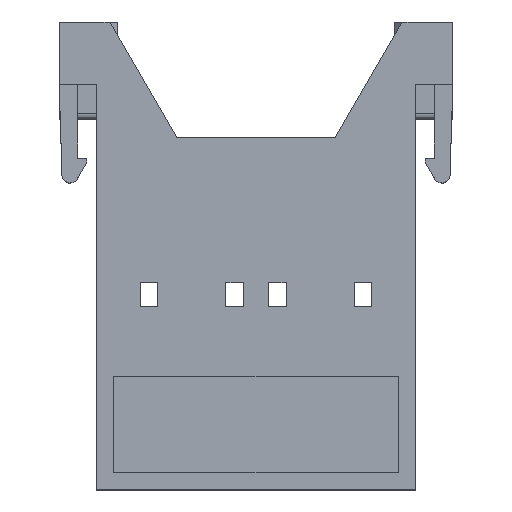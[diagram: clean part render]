
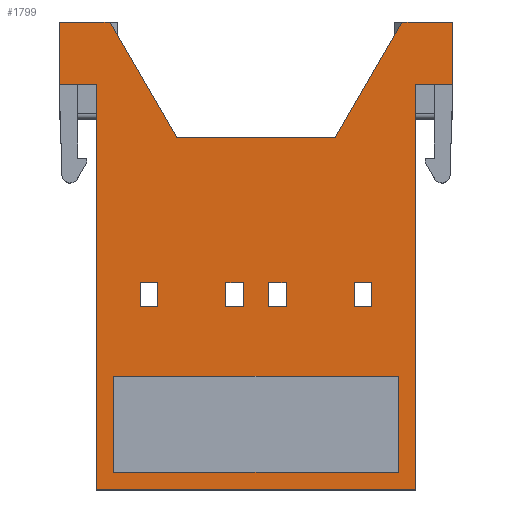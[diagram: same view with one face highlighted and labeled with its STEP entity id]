
A CAD part, top view. The second image highlights one B-rep face of the part: STEP entity #1799.
In plain terms, the highlighted planar face has unit normal (0, 0, 1).
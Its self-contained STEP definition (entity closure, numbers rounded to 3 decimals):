
#1604=PLANE('',#5177);
#1799=ADVANCED_FACE('',(#2754,#2755,#2756,#2757,#2758,#2759),#1604,.T.);
#1918=LINE('',#6351,#2310);
#1937=LINE('',#6390,#2329);
#1959=LINE('',#6437,#2351);
#1962=LINE('',#6443,#2354);
#1963=LINE('',#6445,#2355);
#1967=LINE('',#6453,#2359);
#2012=LINE('',#6558,#2404);
#2014=LINE('',#6561,#2406);
#2016=LINE('',#6565,#2408);
#2021=LINE('',#6576,#2413);
#2026=LINE('',#6590,#2418);
#2029=LINE('',#6596,#2421);
#2031=LINE('',#6601,#2423);
#2127=LINE('',#6844,#2519);
#2146=LINE('',#6885,#2538);
#2167=LINE('',#6926,#2559);
#2172=LINE('',#6934,#2564);
#2174=LINE('',#6939,#2566);
#2180=LINE('',#6955,#2572);
#2182=LINE('',#6959,#2574);
#2185=LINE('',#6965,#2577);
#2189=LINE('',#6977,#2581);
#2195=LINE('',#6993,#2587);
#2197=LINE('',#6997,#2589);
#2200=LINE('',#7003,#2592);
#2248=LINE('',#7133,#2640);
#2250=LINE('',#7139,#2642);
#2257=LINE('',#7152,#2649);
#2259=LINE('',#7157,#2651);
#2263=LINE('',#7166,#2655);
#2264=LINE('',#7168,#2656);
#2265=LINE('',#7169,#2657);
#2310=VECTOR('',#5362,1.);
#2329=VECTOR('',#5383,1.);
#2351=VECTOR('',#5417,1.);
#2354=VECTOR('',#5422,1.);
#2355=VECTOR('',#5425,1.);
#2359=VECTOR('',#5433,1.);
#2404=VECTOR('',#5524,1.);
#2406=VECTOR('',#5528,1.);
#2408=VECTOR('',#5532,1.);
#2413=VECTOR('',#5539,1.);
#2418=VECTOR('',#5554,1.);
#2421=VECTOR('',#5559,1.);
#2423=VECTOR('',#5565,1.);
#2519=VECTOR('',#5787,1.);
#2538=VECTOR('',#5822,1.);
#2559=VECTOR('',#5855,1.);
#2564=VECTOR('',#5862,1.);
#2566=VECTOR('',#5866,1.);
#2572=VECTOR('',#5882,1.);
#2574=VECTOR('',#5886,1.);
#2577=VECTOR('',#5891,1.);
#2581=VECTOR('',#5903,1.);
#2587=VECTOR('',#5919,1.);
#2589=VECTOR('',#5923,1.);
#2592=VECTOR('',#5928,1.);
#2640=VECTOR('',#6036,1.);
#2642=VECTOR('',#6042,1.);
#2649=VECTOR('',#6055,1.);
#2651=VECTOR('',#6061,1.);
#2655=VECTOR('',#6073,1.);
#2656=VECTOR('',#6076,1.);
#2657=VECTOR('',#6077,1.);
#2754=FACE_BOUND('',#2950,.T.);
#2755=FACE_BOUND('',#2951,.T.);
#2756=FACE_BOUND('',#2952,.T.);
#2757=FACE_BOUND('',#2953,.T.);
#2758=FACE_BOUND('',#2954,.T.);
#2759=FACE_BOUND('',#2955,.T.);
#2950=EDGE_LOOP('',(#3750,#3751,#3752,#3753));
#2951=EDGE_LOOP('',(#3754,#3755,#3756,#3757));
#2952=EDGE_LOOP('',(#3758,#3759,#3760,#3761));
#2953=EDGE_LOOP('',(#3762,#3763,#3764,#3765));
#2954=EDGE_LOOP('',(#3766,#3767,#3768,#3769));
#2955=EDGE_LOOP('',(#3770,#3771,#3772,#3773,#3774,#3775,#3776,#3777,#3778,
#3779,#3780,#3781));
#3750=ORIENTED_EDGE('',*,*,#4685,.T.);
#3751=ORIENTED_EDGE('',*,*,#4698,.T.);
#3752=ORIENTED_EDGE('',*,*,#4695,.T.);
#3753=ORIENTED_EDGE('',*,*,#4693,.T.);
#3754=ORIENTED_EDGE('',*,*,#4704,.T.);
#3755=ORIENTED_EDGE('',*,*,#4717,.T.);
#3756=ORIENTED_EDGE('',*,*,#4714,.T.);
#3757=ORIENTED_EDGE('',*,*,#4712,.T.);
#3758=ORIENTED_EDGE('',*,*,#4778,.T.);
#3759=ORIENTED_EDGE('',*,*,#4791,.T.);
#3760=ORIENTED_EDGE('',*,*,#4788,.T.);
#3761=ORIENTED_EDGE('',*,*,#4781,.T.);
#3762=ORIENTED_EDGE('',*,*,#4512,.T.);
#3763=ORIENTED_EDGE('',*,*,#4509,.T.);
#3764=ORIENTED_EDGE('',*,*,#4502,.T.);
#3765=ORIENTED_EDGE('',*,*,#4515,.T.);
#3766=ORIENTED_EDGE('',*,*,#4440,.T.);
#3767=ORIENTED_EDGE('',*,*,#4432,.T.);
#3768=ORIENTED_EDGE('',*,*,#4435,.T.);
#3769=ORIENTED_EDGE('',*,*,#4436,.T.);
#3770=ORIENTED_EDGE('',*,*,#4796,.F.);
#3771=ORIENTED_EDGE('',*,*,#4497,.T.);
#3772=ORIENTED_EDGE('',*,*,#4391,.T.);
#3773=ORIENTED_EDGE('',*,*,#4797,.T.);
#3774=ORIENTED_EDGE('',*,*,#4495,.T.);
#3775=ORIENTED_EDGE('',*,*,#4493,.T.);
#3776=ORIENTED_EDGE('',*,*,#4798,.F.);
#3777=ORIENTED_EDGE('',*,*,#4636,.F.);
#3778=ORIENTED_EDGE('',*,*,#4410,.F.);
#3779=ORIENTED_EDGE('',*,*,#4657,.F.);
#3780=ORIENTED_EDGE('',*,*,#4678,.F.);
#3781=ORIENTED_EDGE('',*,*,#4683,.F.);
#4063=VERTEX_POINT('',#6350);
#4064=VERTEX_POINT('',#6352);
#4082=VERTEX_POINT('',#6389);
#4083=VERTEX_POINT('',#6391);
#4098=VERTEX_POINT('',#6431);
#4101=VERTEX_POINT('',#6436);
#4103=VERTEX_POINT('',#6442);
#4104=VERTEX_POINT('',#6446);
#4141=VERTEX_POINT('',#6554);
#4142=VERTEX_POINT('',#6557);
#4143=VERTEX_POINT('',#6562);
#4144=VERTEX_POINT('',#6566);
#4148=VERTEX_POINT('',#6575);
#4149=VERTEX_POINT('',#6577);
#4153=VERTEX_POINT('',#6591);
#4155=VERTEX_POINT('',#6597);
#4240=VERTEX_POINT('',#6845);
#4253=VERTEX_POINT('',#6884);
#4267=VERTEX_POINT('',#6925);
#4269=VERTEX_POINT('',#6933);
#4271=VERTEX_POINT('',#6938);
#4272=VERTEX_POINT('',#6940);
#4277=VERTEX_POINT('',#6956);
#4278=VERTEX_POINT('',#6960);
#4283=VERTEX_POINT('',#6976);
#4284=VERTEX_POINT('',#6978);
#4289=VERTEX_POINT('',#6994);
#4290=VERTEX_POINT('',#6998);
#4321=VERTEX_POINT('',#7132);
#4322=VERTEX_POINT('',#7134);
#4324=VERTEX_POINT('',#7140);
#4327=VERTEX_POINT('',#7153);
#4391=EDGE_CURVE('',#4064,#4063,#1918,.T.);
#4410=EDGE_CURVE('',#4082,#4083,#1937,.T.);
#4432=EDGE_CURVE('',#4098,#4101,#1959,.T.);
#4435=EDGE_CURVE('',#4101,#4103,#1962,.T.);
#4436=EDGE_CURVE('',#4103,#4104,#1963,.T.);
#4440=EDGE_CURVE('',#4104,#4098,#1967,.T.);
#4493=EDGE_CURVE('',#4141,#4142,#2012,.T.);
#4495=EDGE_CURVE('',#4143,#4141,#2014,.T.);
#4497=EDGE_CURVE('',#4144,#4064,#2016,.T.);
#4502=EDGE_CURVE('',#4149,#4148,#2021,.T.);
#4509=EDGE_CURVE('',#4153,#4149,#2026,.T.);
#4512=EDGE_CURVE('',#4155,#4153,#2029,.T.);
#4515=EDGE_CURVE('',#4148,#4155,#2031,.T.);
#4636=EDGE_CURVE('',#4083,#4240,#2127,.T.);
#4657=EDGE_CURVE('',#4253,#4082,#2146,.T.);
#4678=EDGE_CURVE('',#4267,#4253,#2167,.T.);
#4683=EDGE_CURVE('',#4269,#4267,#2172,.T.);
#4685=EDGE_CURVE('',#4272,#4271,#2174,.T.);
#4693=EDGE_CURVE('',#4277,#4272,#2180,.T.);
#4695=EDGE_CURVE('',#4278,#4277,#2182,.T.);
#4698=EDGE_CURVE('',#4271,#4278,#2185,.T.);
#4704=EDGE_CURVE('',#4284,#4283,#2189,.T.);
#4712=EDGE_CURVE('',#4289,#4284,#2195,.T.);
#4714=EDGE_CURVE('',#4290,#4289,#2197,.T.);
#4717=EDGE_CURVE('',#4283,#4290,#2200,.T.);
#4778=EDGE_CURVE('',#4322,#4321,#2248,.T.);
#4781=EDGE_CURVE('',#4324,#4322,#2250,.T.);
#4788=EDGE_CURVE('',#4327,#4324,#2257,.T.);
#4791=EDGE_CURVE('',#4321,#4327,#2259,.T.);
#4796=EDGE_CURVE('',#4144,#4269,#2263,.T.);
#4797=EDGE_CURVE('',#4063,#4143,#2264,.T.);
#4798=EDGE_CURVE('',#4240,#4142,#2265,.T.);
#5177=AXIS2_PLACEMENT_3D('',#7170,#6078,#6079);
#5362=DIRECTION('',(-1.,0.,0.));
#5383=DIRECTION('',(-1.,0.,0.));
#5417=DIRECTION('',(0.,1.,0.));
#5422=DIRECTION('',(1.,0.,0.));
#5425=DIRECTION('',(0.,-1.,0.));
#5433=DIRECTION('',(-1.,0.,0.));
#5524=DIRECTION('',(0.,-1.,0.));
#5528=DIRECTION('',(1.,0.,0.));
#5532=DIRECTION('',(-0.5,0.866,0.));
#5539=DIRECTION('',(0.,-1.,0.));
#5554=DIRECTION('',(1.,0.,0.));
#5559=DIRECTION('',(0.,1.,0.));
#5565=DIRECTION('',(-1.,0.,0.));
#5787=DIRECTION('',(0.,-1.,0.));
#5822=DIRECTION('',(0.,-1.,0.));
#5855=DIRECTION('',(1.,0.,0.));
#5862=DIRECTION('',(0.5,0.866,0.));
#5866=DIRECTION('',(0.,-1.,0.));
#5882=DIRECTION('',(1.,0.,0.));
#5886=DIRECTION('',(0.,1.,0.));
#5891=DIRECTION('',(-1.,0.,0.));
#5903=DIRECTION('',(0.,-1.,0.));
#5919=DIRECTION('',(1.,0.,0.));
#5923=DIRECTION('',(0.,1.,0.));
#5928=DIRECTION('',(-1.,0.,0.));
#6036=DIRECTION('',(0.,1.,0.));
#6042=DIRECTION('',(-1.,0.,0.));
#6055=DIRECTION('',(0.,-1.,0.));
#6061=DIRECTION('',(1.,0.,0.));
#6073=DIRECTION('',(1.,0.,0.));
#6076=DIRECTION('',(0.,-1.,0.));
#6077=DIRECTION('',(-1.,0.,0.));
#6078=DIRECTION('',(0.,0.,1.));
#6079=DIRECTION('',(1.,0.,0.));
#6350=CARTESIAN_POINT('',(-30.438,17.109,5.7));
#6351=CARTESIAN_POINT('',(-26.038,17.109,5.7));
#6352=CARTESIAN_POINT('',(-26.038,17.109,5.7));
#6389=CARTESIAN_POINT('',(3.562,11.709,5.7));
#6390=CARTESIAN_POINT('',(3.562,11.709,5.7));
#6391=CARTESIAN_POINT('',(0.362,11.709,5.7));
#6431=CARTESIAN_POINT('',(-25.738,-21.791,5.7));
#6436=CARTESIAN_POINT('',(-25.738,-13.491,5.7));
#6437=CARTESIAN_POINT('',(-25.738,-21.291,5.7));
#6442=CARTESIAN_POINT('',(-1.138,-13.491,5.7));
#6443=CARTESIAN_POINT('',(-25.738,-13.491,5.7));
#6445=CARTESIAN_POINT('',(-1.138,-13.491,5.7));
#6446=CARTESIAN_POINT('',(-1.138,-21.791,5.7));
#6453=CARTESIAN_POINT('',(-1.138,-21.791,5.7));
#6554=CARTESIAN_POINT('',(-27.238,11.709,5.7));
#6557=CARTESIAN_POINT('',(-27.238,-23.291,5.7));
#6558=CARTESIAN_POINT('',(-27.238,11.709,5.7));
#6561=CARTESIAN_POINT('',(-30.438,11.709,5.7));
#6562=CARTESIAN_POINT('',(-30.438,11.709,5.7));
#6565=CARTESIAN_POINT('',(-20.264,7.109,5.7));
#6566=CARTESIAN_POINT('',(-20.264,7.109,5.7));
#6575=CARTESIAN_POINT('',(-21.938,-7.491,5.7));
#6576=CARTESIAN_POINT('',(-21.938,-5.391,5.7));
#6577=CARTESIAN_POINT('',(-21.938,-5.391,5.7));
#6590=CARTESIAN_POINT('',(-23.438,-5.391,5.7));
#6591=CARTESIAN_POINT('',(-23.438,-5.391,5.7));
#6596=CARTESIAN_POINT('',(-23.438,-7.491,5.7));
#6597=CARTESIAN_POINT('',(-23.438,-7.491,5.7));
#6601=CARTESIAN_POINT('',(-21.938,-7.491,5.7));
#6844=CARTESIAN_POINT('',(0.362,11.709,5.7));
#6845=CARTESIAN_POINT('',(0.362,-23.291,5.7));
#6884=CARTESIAN_POINT('',(3.562,17.109,5.7));
#6885=CARTESIAN_POINT('',(3.562,17.109,5.7));
#6925=CARTESIAN_POINT('',(-0.838,17.109,5.7));
#6926=CARTESIAN_POINT('',(-0.838,17.109,5.7));
#6933=CARTESIAN_POINT('',(-6.611,7.109,5.7));
#6934=CARTESIAN_POINT('',(-6.611,7.109,5.7));
#6938=CARTESIAN_POINT('',(-10.838,-7.491,5.7));
#6939=CARTESIAN_POINT('',(-10.838,-5.391,5.7));
#6940=CARTESIAN_POINT('',(-10.838,-5.391,5.7));
#6955=CARTESIAN_POINT('',(-12.338,-5.391,5.7));
#6956=CARTESIAN_POINT('',(-12.338,-5.391,5.7));
#6959=CARTESIAN_POINT('',(-12.338,-7.491,5.7));
#6960=CARTESIAN_POINT('',(-12.338,-7.491,5.7));
#6965=CARTESIAN_POINT('',(-10.838,-7.491,5.7));
#6976=CARTESIAN_POINT('',(-3.438,-7.491,5.7));
#6977=CARTESIAN_POINT('',(-3.438,-5.391,5.7));
#6978=CARTESIAN_POINT('',(-3.438,-5.391,5.7));
#6993=CARTESIAN_POINT('',(-4.938,-5.391,5.7));
#6994=CARTESIAN_POINT('',(-4.938,-5.391,5.7));
#6997=CARTESIAN_POINT('',(-4.938,-7.491,5.7));
#6998=CARTESIAN_POINT('',(-4.938,-7.491,5.7));
#7003=CARTESIAN_POINT('',(-3.438,-7.491,5.7));
#7132=CARTESIAN_POINT('',(-16.038,-5.391,5.7));
#7133=CARTESIAN_POINT('',(-16.038,-7.491,5.7));
#7134=CARTESIAN_POINT('',(-16.038,-7.491,5.7));
#7139=CARTESIAN_POINT('',(-14.538,-7.491,5.7));
#7140=CARTESIAN_POINT('',(-14.538,-7.491,5.7));
#7152=CARTESIAN_POINT('',(-14.538,-5.391,5.7));
#7153=CARTESIAN_POINT('',(-14.538,-5.391,5.7));
#7157=CARTESIAN_POINT('',(-16.038,-5.391,5.7));
#7166=CARTESIAN_POINT('',(-20.264,7.109,5.7));
#7168=CARTESIAN_POINT('',(-30.438,17.109,5.7));
#7169=CARTESIAN_POINT('',(0.362,-23.291,5.7));
#7170=CARTESIAN_POINT('',(-31.488,-25.511,5.7));
